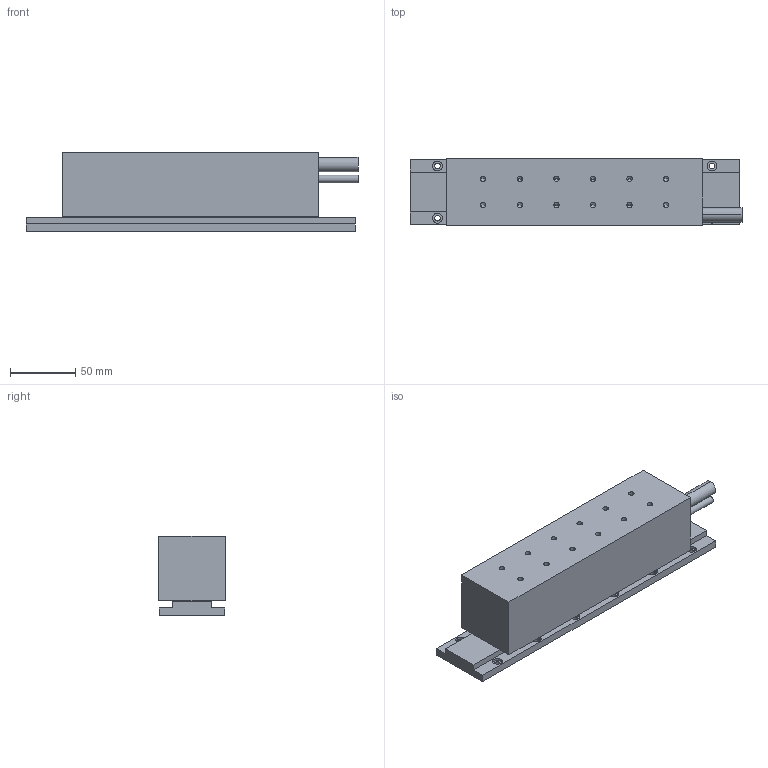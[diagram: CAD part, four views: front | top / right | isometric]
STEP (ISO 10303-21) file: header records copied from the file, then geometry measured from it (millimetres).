
FILE_DESCRIPTION (( 'STEP AP203' ), '1' );
FILE_NAME ('ZW8-H30.STEP', '2022-05-31T02:15:12', ( '' ), ( '' ), 'SwSTEP 2.0', 'SolidWorks 2020', '' );
FILE_SCHEMA (( 'CONFIG_CONTROL_DESIGN' ));
Length unit declared in the file: millimetre
Products named in the file (3): ZW8-H30-252MNS; ZW8-H30-2; ZW8-H30
Assembly tree (2 placements, depth 2):
  ZW8-H30
    ZW8-H30-252MNS
    ZW8-H30-2
Bounding box: 254 x 51 x 60.8 mm (x, y, z)
Volume: 605366.1 mm3; surface area: 79190.9 mm2
Topology: 2 solids, 2 shells, 130 faces, 312 edges, 188 vertices
Faces by surface type: cylinder 76, plane 30, cone 24
Entity records: 4001 total; most frequent: DIRECTION 710, CARTESIAN_POINT 611, ORIENTED_EDGE 576, EDGE_CURVE 288, AXIS2_PLACEMENT_3D 287, VERTEX_POINT 188, EDGE_LOOP 180, CIRCLE 152
